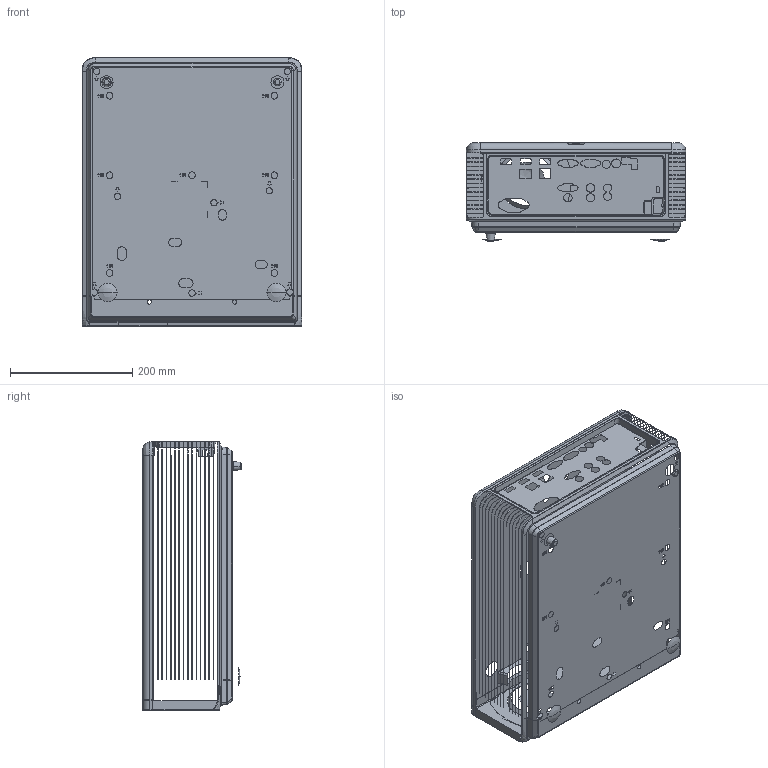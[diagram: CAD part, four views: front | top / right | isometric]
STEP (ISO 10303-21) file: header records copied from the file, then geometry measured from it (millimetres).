
FILE_DESCRIPTION((''),'2;1');
FILE_NAME('SINGLE','2020-05-11T',('ChenPet'),(''),'PRO/ENGINEER BY PARAMETRIC TECHNOLOGY CORPORATION, 2009440','PRO/ENGINEER BY PARAMETRIC TECHNOLOGY CORPORATION, 2009440','');
FILE_SCHEMA(('CONFIG_CONTROL_DESIGN'));
Length unit declared in the file: millimetre
Products named in the file (1): SINGLE
Bounding box: 360 x 161.1 x 440 mm (x, y, z)
Surface area: 428596.7 mm2 (no closed solid volume)
Topology: 0 solids, 40 shells, 212 faces, 1548 edges, 1365 vertices
Faces by surface type: plane 103, bspline 66, cylinder 19, cone 9, sphere 7, torus 6, extrusion 2
Entity records: 19295 total; most frequent: CARTESIAN_POINT 8662, DIRECTION 1951, ORIENTED_EDGE 1763, EDGE_CURVE 1543, VERTEX_POINT 1365, VECTOR 871, LINE 869, AXIS2_PLACEMENT_3D 540
